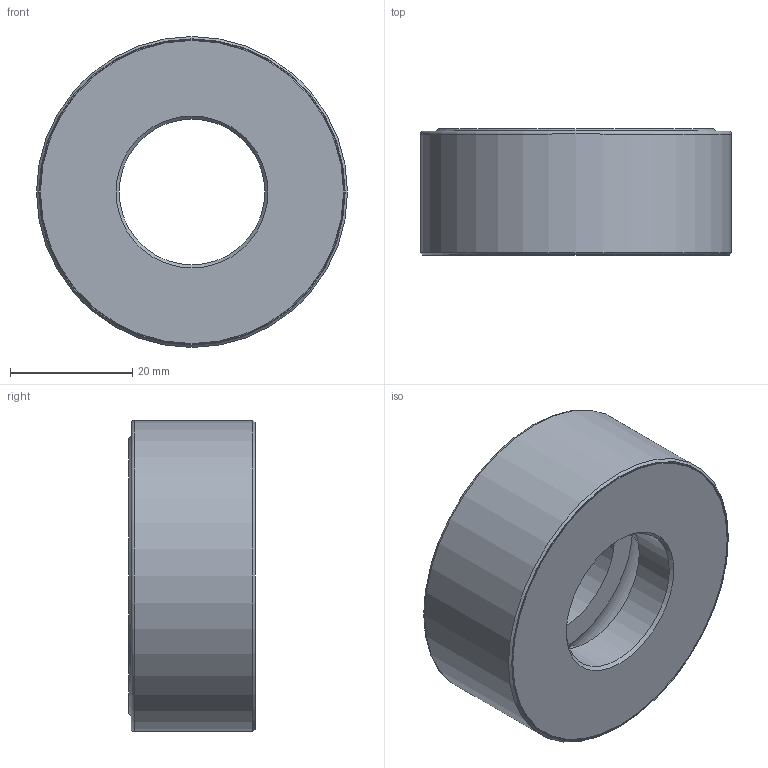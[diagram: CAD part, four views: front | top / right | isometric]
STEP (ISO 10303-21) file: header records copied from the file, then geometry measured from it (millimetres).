
FILE_DESCRIPTION (( 'STEP AP203' ), '1' );
FILE_NAME ('T-100-5.step', '2016-06-29T18:27:13', ( '' ), ( '' ), 'SwSTEP 2.0', 'SolidWorks 2016', '' );
FILE_SCHEMA (( 'CONFIG_CONTROL_DESIGN' ));
Length unit declared in the file: inch
Products named in the file (1): T-100-5
Bounding box: 50.8 x 20.64 x 50.8 mm (x, y, z)
Volume: 22793.8 mm3; surface area: 15223.2 mm2
Topology: 6 solids, 6 shells, 28 faces, 51 edges, 32 vertices
Faces by surface type: plane 9, cylinder 7, cone 5, sphere 4, torus 3
Full cylindrical faces by diameter (mm): 23.812 x1, 23.813 x1, 46.736 x1, 49.428 x1, 49.784 x2, 50.8 x1
Entity records: 601 total; most frequent: DIRECTION 106, CARTESIAN_POINT 77, AXIS2_PLACEMENT_3D 53, EDGE_LOOP 48, ORIENTED_EDGE 48, FACE_OUTER_BOUND 34, ADVANCED_FACE 28, CIRCLE 24
